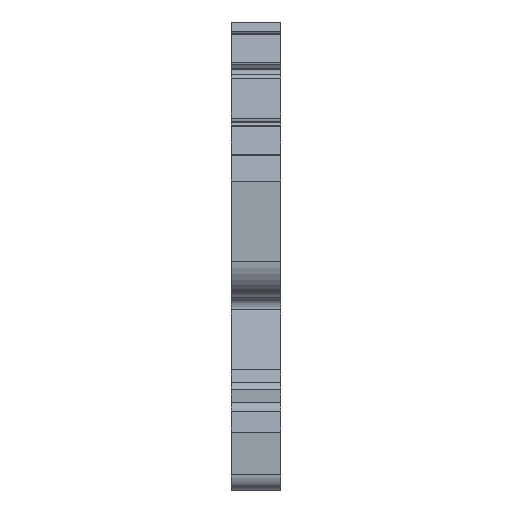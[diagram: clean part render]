
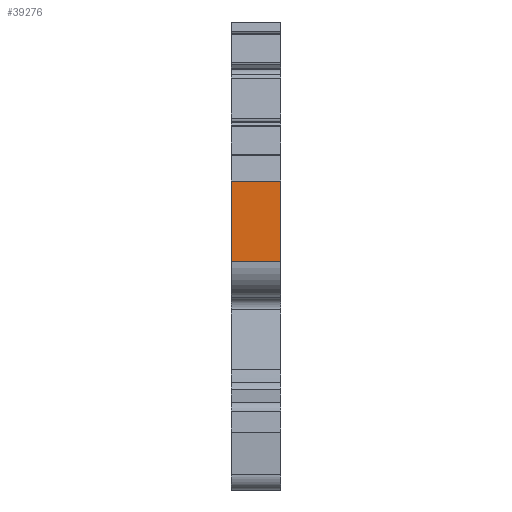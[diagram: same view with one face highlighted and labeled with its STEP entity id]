
A CAD part, left-side view. The second image highlights one B-rep face of the part: STEP entity #39276.
In plain terms, the highlighted planar face has unit normal (-1, 0, 0).
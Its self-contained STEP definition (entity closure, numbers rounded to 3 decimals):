
#112 = DIRECTION ( 'NONE',  ( 0., -1., 0. ) ) ;
#440 = DIRECTION ( 'NONE',  ( 0., -1., 0. ) ) ;
#2016 = CARTESIAN_POINT ( 'NONE',  ( -49.25, 3.5, 14.839 ) ) ;
#2244 = VERTEX_POINT ( 'NONE', #21972 ) ;
#2631 = FACE_OUTER_BOUND ( 'NONE', #38888, .T. ) ;
#2666 = CARTESIAN_POINT ( 'NONE',  ( -49.25, 3.5, 14.839 ) ) ;
#4201 = DIRECTION ( 'NONE',  ( 0., 0., 1. ) ) ;
#7194 = ORIENTED_EDGE ( 'NONE', *, *, #20160, .T. ) ;
#7596 = DIRECTION ( 'NONE',  ( 0., 0., 1. ) ) ;
#8099 = VECTOR ( 'NONE', #112, 1000. ) ;
#8431 = LINE ( 'NONE', #24270, #29663 ) ;
#11158 = CARTESIAN_POINT ( 'NONE',  ( -49.25, 0., 14.839 ) ) ;
#13596 = LINE ( 'NONE', #39274, #8099 ) ;
#15897 = VECTOR ( 'NONE', #4201, 1000. ) ;
#17007 = CARTESIAN_POINT ( 'NONE',  ( -49.25, 0., 9.184 ) ) ;
#18350 = EDGE_CURVE ( 'NONE', #25479, #2244, #24050, .T. ) ;
#18472 = ORIENTED_EDGE ( 'NONE', *, *, #20314, .F. ) ;
#19226 = CARTESIAN_POINT ( 'NONE',  ( -49.25, 3.5, 9.184 ) ) ;
#20160 = EDGE_CURVE ( 'NONE', #29748, #25479, #33056, .T. ) ;
#20314 = EDGE_CURVE ( 'NONE', #29748, #22378, #8431, .T. ) ;
#21972 = CARTESIAN_POINT ( 'NONE',  ( -49.25, 0., 14.839 ) ) ;
#22378 = VERTEX_POINT ( 'NONE', #2666 ) ;
#24050 = LINE ( 'NONE', #11158, #15897 ) ;
#24270 = CARTESIAN_POINT ( 'NONE',  ( -49.25, 3.5, 14.839 ) ) ;
#25222 = DIRECTION ( 'NONE',  ( 0., 0., 1. ) ) ;
#25479 = VERTEX_POINT ( 'NONE', #17007 ) ;
#28136 = DIRECTION ( 'NONE',  ( 1., 0., 0. ) ) ;
#29502 = CARTESIAN_POINT ( 'NONE',  ( -49.25, 3.5, 9.184 ) ) ;
#29663 = VECTOR ( 'NONE', #7596, 1000. ) ;
#29748 = VERTEX_POINT ( 'NONE', #19226 ) ;
#30315 = VECTOR ( 'NONE', #440, 1000. ) ;
#30332 = EDGE_CURVE ( 'NONE', #22378, #2244, #13596, .T. ) ;
#33056 = LINE ( 'NONE', #29502, #30315 ) ;
#37253 = ORIENTED_EDGE ( 'NONE', *, *, #18350, .T. ) ;
#37901 = ORIENTED_EDGE ( 'NONE', *, *, #30332, .F. ) ;
#38144 = AXIS2_PLACEMENT_3D ( 'NONE', #2016, #28136, #25222 ) ;
#38888 = EDGE_LOOP ( 'NONE', ( #37253, #37901, #18472, #7194 ) ) ;
#39274 = CARTESIAN_POINT ( 'NONE',  ( -49.25, 3.5, 14.839 ) ) ;
#39276 = ADVANCED_FACE ( 'NONE', ( #2631 ), #40556, .F. ) ;
#40556 = PLANE ( 'NONE',  #38144 ) ;
